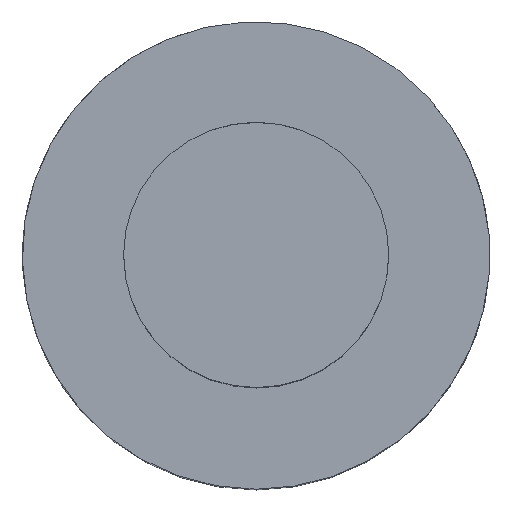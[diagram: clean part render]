
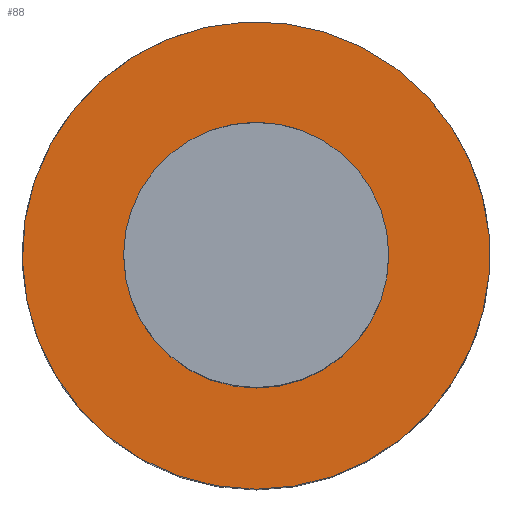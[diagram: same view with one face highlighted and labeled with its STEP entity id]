
A CAD part, top view. The second image highlights one B-rep face of the part: STEP entity #88.
In plain terms, the highlighted planar face has unit normal (0, 0, 1).
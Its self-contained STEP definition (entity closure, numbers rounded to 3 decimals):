
#74=EDGE_CURVE('240[2]',#202,#202,#203,.T.);
#88=ADVANCED_FACE('240[2]',(#225,#226),#227,.T.);
#176=EDGE_CURVE('240[2]',#343,#343,#344,.T.);
#202=VERTEX_POINT('',#374);
#203=CIRCLE('',#375,18.0);
#225=FACE_BOUND('',#438,.T.);
#226=FACE_OUTER_BOUND('',#439,.T.);
#227=PLANE('',#440);
#343=VERTEX_POINT('',#709);
#344=CIRCLE('',#710,31.74);
#374=CARTESIAN_POINT('',(18.0,0.0,0.0));
#375=AXIS2_PLACEMENT_3D('',#713,#714,#715);
#438=EDGE_LOOP('',(#729));
#439=EDGE_LOOP('',(#730));
#440=AXIS2_PLACEMENT_3D('',#731,#732,#733);
#709=CARTESIAN_POINT('',(0.,-31.74,0.));
#710=AXIS2_PLACEMENT_3D('',#869,#870,#871);
#713=CARTESIAN_POINT('',(0.0,0.0,0.));
#714=DIRECTION('',(0.,0.,-1.0));
#715=DIRECTION('',(1.0,0.,0.));
#729=ORIENTED_EDGE('',*,*,#74,.T.);
#730=ORIENTED_EDGE('',*,*,#176,.T.);
#731=CARTESIAN_POINT('',(-18.0,0.,0.));
#732=DIRECTION('',(0.,0.,1.0));
#733=DIRECTION('',(-1.0,0.,0.0));
#869=CARTESIAN_POINT('',(0.,0.,0.0));
#870=DIRECTION('',(0.,0.,1.0));
#871=DIRECTION('',(0.,1.0,0.));
